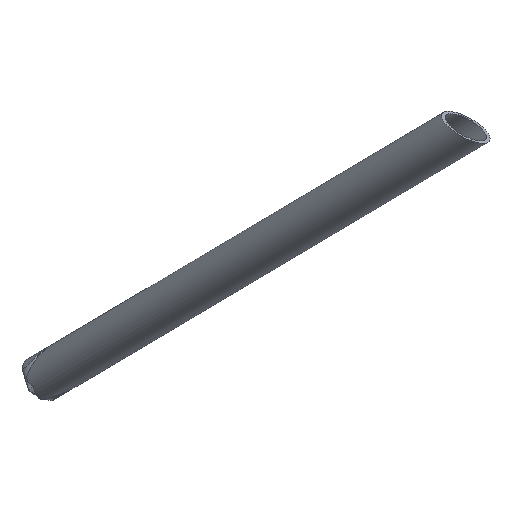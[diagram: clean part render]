
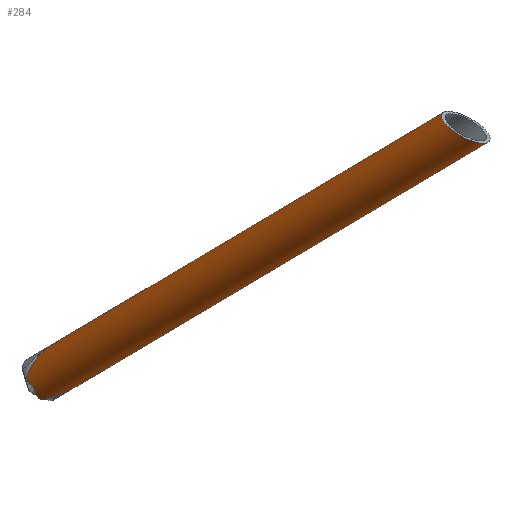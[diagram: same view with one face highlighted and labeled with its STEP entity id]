
A CAD part, top view. The second image highlights one B-rep face of the part: STEP entity #284.
In plain terms, the highlighted cylindrical face has radius 10 mm (diameter 20 mm), a partial arc.
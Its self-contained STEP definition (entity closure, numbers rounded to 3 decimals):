
#58=CARTESIAN_POINT('Control Point',(-2114.249,-194.203,275.783)) ;
#59=CARTESIAN_POINT('Control Point',(-2114.467,-194.333,276.286)) ;
#60=CARTESIAN_POINT('Control Point',(-2114.65,-194.484,276.799)) ;
#61=CARTESIAN_POINT('Control Point',(-2114.795,-194.656,277.317)) ;
#62=CARTESIAN_POINT('Control Point',(-2115.084,-195.158,278.697)) ;
#63=CARTESIAN_POINT('Control Point',(-2115.128,-195.772,280.067)) ;
#64=CARTESIAN_POINT('Control Point',(-2115.066,-196.189,280.903)) ;
#65=CARTESIAN_POINT('Control Point',(-2114.702,-197.311,282.951)) ;
#66=CARTESIAN_POINT('Control Point',(-2113.857,-198.562,284.786)) ;
#67=CARTESIAN_POINT('Control Point',(-2113.193,-199.345,285.796)) ;
#68=CARTESIAN_POINT('Control Point',(-2111.719,-200.811,287.452)) ;
#69=CARTESIAN_POINT('Control Point',(-2109.845,-202.255,288.652)) ;
#70=CARTESIAN_POINT('Control Point',(-2108.909,-202.905,289.098)) ;
#71=CARTESIAN_POINT('Control Point',(-2107.19,-203.978,289.656)) ;
#72=CARTESIAN_POINT('Control Point',(-2105.332,-204.932,289.815)) ;
#73=CARTESIAN_POINT('Control Point',(-2104.537,-205.305,289.806)) ;
#74=CARTESIAN_POINT('Control Point',(-2103.194,-205.871,289.655)) ;
#75=CARTESIAN_POINT('Control Point',(-2101.86,-206.322,289.265)) ;
#76=CARTESIAN_POINT('Control Point',(-2101.33,-206.483,289.069)) ;
#77=CARTESIAN_POINT('Control Point',(-2100.167,-206.789,288.543)) ;
#78=CARTESIAN_POINT('Control Point',(-2099.082,-206.97,287.823)) ;
#79=CARTESIAN_POINT('Control Point',(-2098.515,-207.028,287.369)) ;
#80=CARTESIAN_POINT('Control Point',(-2097.548,-207.054,286.436)) ;
#81=CARTESIAN_POINT('Control Point',(-2096.753,-206.933,285.362)) ;
#82=CARTESIAN_POINT('Control Point',(-2096.429,-206.847,284.845)) ;
#83=CARTESIAN_POINT('Control Point',(-2096.147,-206.732,284.309)) ;
#84=CARTESIAN_POINT('Control Point',(-2095.909,-206.591,283.762)) ;
#85=CARTESIAN_POINT('Vertex',(-2114.249,-194.203,275.783)) ;
#87=CARTESIAN_POINT('Vertex',(-2095.909,-206.591,283.762)) ;
#190=CARTESIAN_POINT('Axis2P3D Location',(-2192.942,-252.383,193.811)) ;
#195=CARTESIAN_POINT('Line Origine',(326983.255,194498.105,322242.377)) ;
#199=CARTESIAN_POINT('Vertex',(-2266.119,-307.298,117.236)) ;
#201=CARTESIAN_POINT('Vertex',(-2099.754,-208.866,280.)) ;
#204=CARTESIAN_POINT('Line Origine',(326983.255,194498.105,322242.377)) ;
#209=CARTESIAN_POINT('Line Origine',(326973.071,194515.318,322242.377)) ;
#213=CARTESIAN_POINT('Vertex',(-2276.999,-290.497,116.554)) ;
#217=CARTESIAN_POINT('Control Point',(-2284.132,-307.187,117.266)) ;
#218=CARTESIAN_POINT('Control Point',(-2284.583,-306.833,117.143)) ;
#219=CARTESIAN_POINT('Control Point',(-2285.012,-306.459,116.997)) ;
#220=CARTESIAN_POINT('Control Point',(-2285.413,-306.061,116.835)) ;
#221=CARTESIAN_POINT('Control Point',(-2285.925,-305.454,116.592)) ;
#222=CARTESIAN_POINT('Control Point',(-2286.266,-304.731,116.409)) ;
#223=CARTESIAN_POINT('Control Point',(-2286.345,-304.518,116.365)) ;
#224=CARTESIAN_POINT('Control Point',(-2286.472,-304.024,116.294)) ;
#225=CARTESIAN_POINT('Control Point',(-2286.492,-303.508,116.282)) ;
#226=CARTESIAN_POINT('Control Point',(-2286.47,-303.223,116.294)) ;
#227=CARTESIAN_POINT('Control Point',(-2286.322,-302.269,116.379)) ;
#228=CARTESIAN_POINT('Control Point',(-2285.976,-301.371,116.567)) ;
#229=CARTESIAN_POINT('Control Point',(-2285.704,-300.759,116.7)) ;
#230=CARTESIAN_POINT('Control Point',(-2285.215,-299.788,116.914)) ;
#231=CARTESIAN_POINT('Control Point',(-2284.668,-298.845,117.108)) ;
#232=CARTESIAN_POINT('Control Point',(-2284.452,-298.489,117.177)) ;
#233=CARTESIAN_POINT('Control Point',(-2283.642,-297.205,117.414)) ;
#234=CARTESIAN_POINT('Control Point',(-2282.747,-295.964,117.576)) ;
#235=CARTESIAN_POINT('Control Point',(-2282.058,-295.087,117.643)) ;
#236=CARTESIAN_POINT('Control Point',(-2280.705,-293.514,117.655)) ;
#237=CARTESIAN_POINT('Control Point',(-2279.213,-292.099,117.396)) ;
#238=CARTESIAN_POINT('Control Point',(-2278.495,-291.487,117.208)) ;
#239=CARTESIAN_POINT('Control Point',(-2277.751,-290.942,116.933)) ;
#240=CARTESIAN_POINT('Control Point',(-2276.999,-290.497,116.554)) ;
#241=CARTESIAN_POINT('Vertex',(-2284.132,-307.187,117.266)) ;
#245=CARTESIAN_POINT('Control Point',(-2284.132,-307.187,117.266)) ;
#246=CARTESIAN_POINT('Control Point',(-2283.945,-307.72,117.121)) ;
#247=CARTESIAN_POINT('Control Point',(-2283.747,-308.238,116.94)) ;
#248=CARTESIAN_POINT('Control Point',(-2283.538,-308.739,116.724)) ;
#249=CARTESIAN_POINT('Control Point',(-2283.109,-309.688,116.24)) ;
#250=CARTESIAN_POINT('Control Point',(-2282.645,-310.552,115.643)) ;
#251=CARTESIAN_POINT('Control Point',(-2282.407,-310.954,115.326)) ;
#252=CARTESIAN_POINT('Control Point',(-2282.098,-311.434,114.893)) ;
#253=CARTESIAN_POINT('Control Point',(-2281.75,-311.864,114.441)) ;
#254=CARTESIAN_POINT('Control Point',(-2281.674,-311.952,114.344)) ;
#255=CARTESIAN_POINT('Control Point',(-2281.497,-312.144,114.129)) ;
#256=CARTESIAN_POINT('Control Point',(-2281.299,-312.319,113.918)) ;
#257=CARTESIAN_POINT('Control Point',(-2281.173,-312.415,113.797)) ;
#258=CARTESIAN_POINT('Control Point',(-2280.926,-312.554,113.614)) ;
#259=CARTESIAN_POINT('Control Point',(-2280.614,-312.625,113.517)) ;
#260=CARTESIAN_POINT('Control Point',(-2280.472,-312.638,113.499)) ;
#261=CARTESIAN_POINT('Control Point',(-2280.086,-312.641,113.494)) ;
#262=CARTESIAN_POINT('Control Point',(-2279.707,-312.588,113.568)) ;
#263=CARTESIAN_POINT('Control Point',(-2279.482,-312.549,113.62)) ;
#264=CARTESIAN_POINT('Control Point',(-2278.749,-312.404,113.811)) ;
#265=CARTESIAN_POINT('Control Point',(-2278.035,-312.22,114.04)) ;
#266=CARTESIAN_POINT('Control Point',(-2277.546,-312.088,114.194)) ;
#267=CARTESIAN_POINT('Control Point',(-2275.968,-311.633,114.701)) ;
#268=CARTESIAN_POINT('Control Point',(-2274.406,-311.108,115.194)) ;
#269=CARTESIAN_POINT('Control Point',(-2273.329,-310.717,115.517)) ;
#270=CARTESIAN_POINT('Control Point',(-2271.214,-309.885,116.119)) ;
#271=CARTESIAN_POINT('Control Point',(-2269.13,-308.928,116.635)) ;
#272=CARTESIAN_POINT('Control Point',(-2268.113,-308.424,116.865)) ;
#273=CARTESIAN_POINT('Control Point',(-2267.106,-307.882,117.068)) ;
#274=CARTESIAN_POINT('Control Point',(-2266.119,-307.298,117.236)) ;
#191=DIRECTION('Axis2P3D Direction',(0.658,0.39,0.644)) ;
#192=DIRECTION('Axis2P3D XDirection',(-0.509,0.861,0.)) ;
#196=DIRECTION('Vector Direction',(0.658,0.39,0.644)) ;
#205=DIRECTION('Vector Direction',(0.658,0.39,0.644)) ;
#210=DIRECTION('Vector Direction',(0.658,0.39,0.644)) ;
#193=AXIS2_PLACEMENT_3D('Cylinder Axis2P3D',#190,#191,#192) ;
#277=ORIENTED_EDGE('',*,*,#203,.T.) ;
#278=ORIENTED_EDGE('',*,*,#208,.T.) ;
#279=ORIENTED_EDGE('',*,*,#89,.F.) ;
#280=ORIENTED_EDGE('',*,*,#215,.F.) ;
#281=ORIENTED_EDGE('',*,*,#243,.F.) ;
#282=ORIENTED_EDGE('',*,*,#275,.T.) ;
#197=VECTOR('Line Direction',#196,1.) ;
#206=VECTOR('Line Direction',#205,1.) ;
#211=VECTOR('Line Direction',#210,1.) ;
#284=ADVANCED_FACE('Corps principal',(#283),#194,.T.) ;
#57=B_SPLINE_CURVE_WITH_KNOTS('',5,(#58,#59,#60,#61,#62,#63,#64,#65,#66,#67,#68,#69,#70,#71,#72,#73,#74,#75,#76,#77,#78,#79,#80,#81,#82,#83,#84),.UNSPECIFIED.,.F.,.U.,(6,3,3,3,3,3,3,3,6),(0.,3.983,10.556,20.626,29.209,35.376,39.514,44.625,48.962),.UNSPECIFIED.) ;
#216=B_SPLINE_CURVE_WITH_KNOTS('',5,(#217,#218,#219,#220,#221,#222,#223,#224,#225,#226,#227,#228,#229,#230,#231,#232,#233,#234,#235,#236,#237,#238,#239,#240),.UNSPECIFIED.,.F.,.U.,(6,3,3,3,3,3,3,6),(22.028,26.177,27.804,29.797,34.642,37.624,45.506,52.237),.UNSPECIFIED.) ;
#244=B_SPLINE_CURVE_WITH_KNOTS('',5,(#245,#246,#247,#248,#249,#250,#251,#252,#253,#254,#255,#256,#257,#258,#259,#260,#261,#262,#263,#264,#265,#266,#267,#268,#269,#270,#271,#272,#273,#274),.UNSPECIFIED.,.F.,.U.,(6,3,3,3,3,3,3,3,3,6),(23.719,27.838,31.822,32.89,34.21,35.22,36.927,40.67,49.083,57.284),.UNSPECIFIED.) ;
#194=CYLINDRICAL_SURFACE('generated cylinder',#193,10.) ;
#89=EDGE_CURVE('',#86,#88,#57,.T.) ;
#203=EDGE_CURVE('',#200,#202,#198,.T.) ;
#208=EDGE_CURVE('',#202,#88,#207,.T.) ;
#215=EDGE_CURVE('',#214,#86,#212,.T.) ;
#243=EDGE_CURVE('',#242,#214,#216,.T.) ;
#275=EDGE_CURVE('',#242,#200,#244,.T.) ;
#276=EDGE_LOOP('',(#277,#278,#279,#280,#281,#282)) ;
#283=FACE_OUTER_BOUND('',#276,.T.) ;
#198=LINE('Line',#195,#197) ;
#207=LINE('Line',#204,#206) ;
#212=LINE('Line',#209,#211) ;
#86=VERTEX_POINT('',#85) ;
#88=VERTEX_POINT('',#87) ;
#200=VERTEX_POINT('',#199) ;
#202=VERTEX_POINT('',#201) ;
#214=VERTEX_POINT('',#213) ;
#242=VERTEX_POINT('',#241) ;
